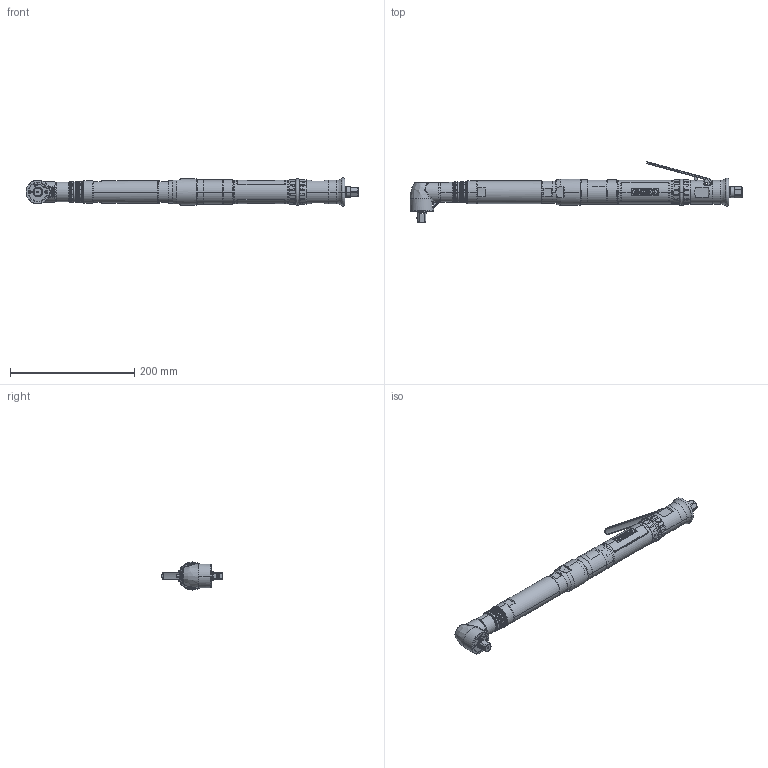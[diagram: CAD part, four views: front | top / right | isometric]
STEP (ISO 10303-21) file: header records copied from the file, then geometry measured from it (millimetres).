
FILE_DESCRIPTION((''),'2;1');
FILE_NAME('AA33LA19-70','2010-09-07T',('EJF1116'),(''),'PRO/ENGINEER BY PARAMETRIC TECHNOLOGY CORPORATION, 2005030','PRO/ENGINEER BY PARAMETRIC TECHNOLOGY CORPORATION, 2005030','');
FILE_SCHEMA(('CONFIG_CONTROL_DESIGN'));
Products named in the file (1): AA33LA19-70
Bounding box: 534.8 x 97.22 x 45.42 mm (x, y, z)
Surface area: 127863.5 mm2 (no closed solid volume)
Topology: 0 solids, 159 shells, 936 faces, 4430 edges, 3432 vertices
Faces by surface type: cylinder 398, plane 219, cone 152, bspline 83, torus 81, sphere 3
Entity records: 80132 total; most frequent: CARTESIAN_POINT 49022, ORIENTED_EDGE 5997, DIRECTION 5512, EDGE_CURVE 4425, VERTEX_POINT 3432, AXIS2_PLACEMENT_3D 2115, B_SPLINE_CURVE_WITH_KNOTS 1881, VECTOR 1282
